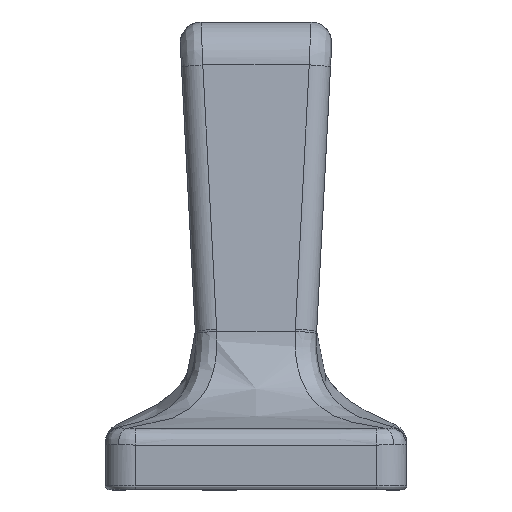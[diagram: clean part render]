
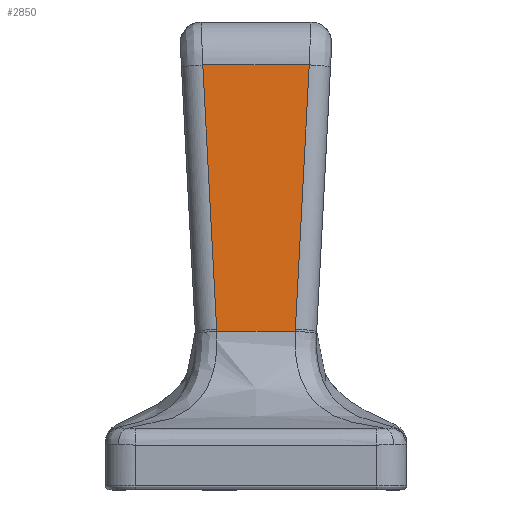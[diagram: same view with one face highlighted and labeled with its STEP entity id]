
A CAD part, left-side view. The second image highlights one B-rep face of the part: STEP entity #2850.
In plain terms, the highlighted planar face has unit normal (-0.999, 0, 0.052).
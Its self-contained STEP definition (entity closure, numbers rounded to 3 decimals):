
#57 = CARTESIAN_POINT ( 'NONE',  ( -83.442, 18.108, -4.852 ) ) ;
#221 = ORIENTED_EDGE ( 'NONE', *, *, #2570, .F. ) ;
#287 = CARTESIAN_POINT ( 'NONE',  ( -82.524, 19.025, 12.657 ) ) ;
#593 = PLANE ( 'NONE',  #1370 ) ;
#662 = B_SPLINE_CURVE_WITH_KNOTS ( 'NONE', 1,
 ( #788, #2755 ),
 .UNSPECIFIED., .F., .F.,
 ( 2, 2 ),
 ( 0., 17.557 ),
 .UNSPECIFIED. ) ;
#788 = CARTESIAN_POINT ( 'NONE',  ( -82.524, 11.975, 12.657 ) ) ;
#1007 = CARTESIAN_POINT ( 'NONE',  ( -83.45, 12.9, -5. ) ) ;
#1319 = CARTESIAN_POINT ( 'NONE',  ( -83.442, 12.892, -4.852 ) ) ;
#1370 = AXIS2_PLACEMENT_3D ( 'NONE', #2537, #5032, #2569 ) ;
#1543 = VERTEX_POINT ( 'NONE', #1007 ) ;
#1681 = VERTEX_POINT ( 'NONE', #3078 ) ;
#1862 = VERTEX_POINT ( 'NONE', #57 ) ;
#1971 = CARTESIAN_POINT ( 'NONE',  ( -83.445, 18.105, -4.901 ) ) ;
#1972 = EDGE_LOOP ( 'NONE', ( #221, #2314, #3716, #6075, #5686, #5994 ) ) ;
#2314 = ORIENTED_EDGE ( 'NONE', *, *, #4228, .F. ) ;
#2427 = CARTESIAN_POINT ( 'NONE',  ( -83.45, 18.1, -5. ) ) ;
#2537 = CARTESIAN_POINT ( 'NONE',  ( -82.432, 19.73, 14.423 ) ) ;
#2569 = DIRECTION ( 'NONE',  ( 0., 1., 0. ) ) ;
#2570 = EDGE_CURVE ( 'NONE', #1862, #6349, #3229, .T. ) ;
#2652 = EDGE_CURVE ( 'NONE', #1681, #6349, #3108, .T. ) ;
#2755 = CARTESIAN_POINT ( 'NONE',  ( -83.442, 12.892, -4.852 ) ) ;
#2845 = CARTESIAN_POINT ( 'NONE',  ( -82.524, 19.025, 12.657 ) ) ;
#2850 = ADVANCED_FACE ( 'NONE', ( #5416 ), #593, .T. ) ;
#2972 = CARTESIAN_POINT ( 'NONE',  ( -83.442, 18.108, -4.852 ) ) ;
#3078 = CARTESIAN_POINT ( 'NONE',  ( -82.524, 11.975, 12.657 ) ) ;
#3108 = B_SPLINE_CURVE_WITH_KNOTS ( 'NONE', 1,
 ( #3222, #287 ),
 .UNSPECIFIED., .F., .F.,
 ( 2, 2 ),
 ( 0., 7.05 ),
 .UNSPECIFIED. ) ;
#3222 = CARTESIAN_POINT ( 'NONE',  ( -82.524, 11.975, 12.657 ) ) ;
#3229 = B_SPLINE_CURVE_WITH_KNOTS ( 'NONE', 1,
 ( #2972, #4536 ),
 .UNSPECIFIED., .F., .F.,
 ( 2, 2 ),
 ( -17.557, 0. ),
 .UNSPECIFIED. ) ;
#3286 = CARTESIAN_POINT ( 'NONE',  ( -83.447, 12.897, -4.951 ) ) ;
#3335 = B_SPLINE_CURVE_WITH_KNOTS ( 'NONE', 1,
 ( #4134, #5683 ),
 .UNSPECIFIED., .F., .F.,
 ( 2, 2 ),
 ( 0., 5.2 ),
 .UNSPECIFIED. ) ;
#3426 = CARTESIAN_POINT ( 'NONE',  ( -83.45, 18.1, -5. ) ) ;
#3716 = ORIENTED_EDGE ( 'NONE', *, *, #5330, .T. ) ;
#4134 = CARTESIAN_POINT ( 'NONE',  ( -83.45, 18.1, -5. ) ) ;
#4228 = EDGE_CURVE ( 'NONE', #5765, #1862, #4526, .T. ) ;
#4526 = B_SPLINE_CURVE_WITH_KNOTS ( 'NONE', 3,
 ( #3426, #6386, #1971, #5938 ),
 .UNSPECIFIED., .F., .F.,
 ( 4, 4 ),
 ( -0.148, 0. ),
 .UNSPECIFIED. ) ;
#4536 = CARTESIAN_POINT ( 'NONE',  ( -82.524, 19.025, 12.657 ) ) ;
#4552 = EDGE_CURVE ( 'NONE', #1681, #6260, #662, .T. ) ;
#4768 = CARTESIAN_POINT ( 'NONE',  ( -83.445, 12.895, -4.901 ) ) ;
#5032 = DIRECTION ( 'NONE',  ( -0.999, 0., 0.052 ) ) ;
#5330 = EDGE_CURVE ( 'NONE', #5765, #1543, #3335, .T. ) ;
#5416 = FACE_OUTER_BOUND ( 'NONE', #1972, .T. ) ;
#5683 = CARTESIAN_POINT ( 'NONE',  ( -83.45, 12.9, -5. ) ) ;
#5686 = ORIENTED_EDGE ( 'NONE', *, *, #4552, .F. ) ;
#5727 = B_SPLINE_CURVE_WITH_KNOTS ( 'NONE', 3,
 ( #1319, #4768, #3286, #5797 ),
 .UNSPECIFIED., .F., .F.,
 ( 4, 4 ),
 ( -0.148, 0. ),
 .UNSPECIFIED. ) ;
#5765 = VERTEX_POINT ( 'NONE', #2427 ) ;
#5797 = CARTESIAN_POINT ( 'NONE',  ( -83.45, 12.9, -5. ) ) ;
#5938 = CARTESIAN_POINT ( 'NONE',  ( -83.442, 18.108, -4.852 ) ) ;
#5994 = ORIENTED_EDGE ( 'NONE', *, *, #2652, .T. ) ;
#6075 = ORIENTED_EDGE ( 'NONE', *, *, #6365, .F. ) ;
#6260 = VERTEX_POINT ( 'NONE', #6281 ) ;
#6281 = CARTESIAN_POINT ( 'NONE',  ( -83.442, 12.892, -4.852 ) ) ;
#6349 = VERTEX_POINT ( 'NONE', #2845 ) ;
#6365 = EDGE_CURVE ( 'NONE', #6260, #1543, #5727, .T. ) ;
#6386 = CARTESIAN_POINT ( 'NONE',  ( -83.447, 18.103, -4.951 ) ) ;
